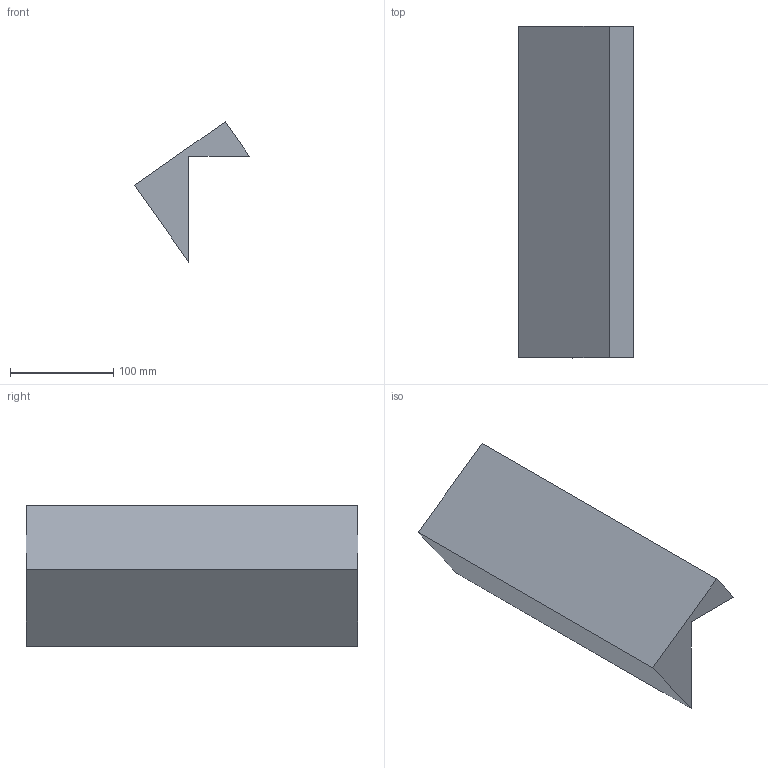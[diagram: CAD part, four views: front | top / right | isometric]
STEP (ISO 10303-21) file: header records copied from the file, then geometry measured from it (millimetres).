
FILE_DESCRIPTION (( 'STEP AP214' ), '1' );
FILE_NAME ('Support Visio 321.STEP', '2024-06-17T13:39:42', ( '' ), ( '' ), 'SwSTEP 2.0', 'SolidWorks 2022', '' );
FILE_SCHEMA (( 'AUTOMOTIVE_DESIGN' ));
Length unit declared in the file: millimetre
Products named in the file (1): Support Visio 321
Bounding box: 110.91 x 321 x 136.05 mm (x, y, z)
Volume: 1297105.8 mm3; surface area: 136487.2 mm2
Topology: 1 solids, 1 shells, 7 faces, 15 edges, 10 vertices
Faces by surface type: plane 7
Entity records: 223 total; most frequent: CARTESIAN_POINT 33, DIRECTION 31, ORIENTED_EDGE 30, VECTOR 15, EDGE_CURVE 15, LINE 15, VERTEX_POINT 10, AXIS2_PLACEMENT_3D 8
